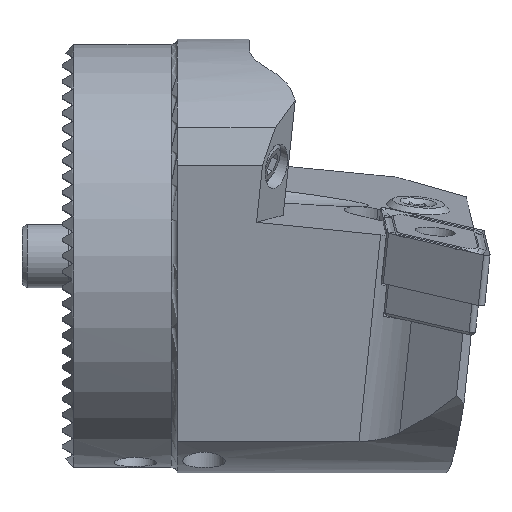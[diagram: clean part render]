
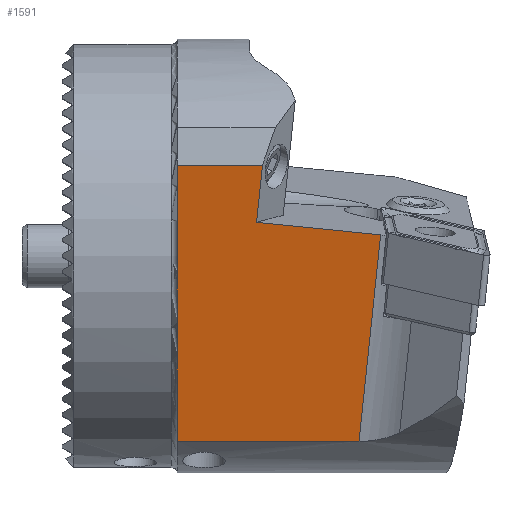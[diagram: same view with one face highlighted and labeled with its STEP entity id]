
A CAD part, top view. The second image highlights one B-rep face of the part: STEP entity #1591.
In plain terms, the highlighted planar face has unit normal (0, -0.208, 0.978).
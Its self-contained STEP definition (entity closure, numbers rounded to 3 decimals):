
#120 = VECTOR ( 'NONE', #7731, 1000. ) ;
#136 = AXIS2_PLACEMENT_3D ( 'NONE', #1171, #9948, #1050 ) ;
#307 = CARTESIAN_POINT ( 'NONE',  ( 10.5, -6.245, 19.631 ) ) ;
#353 = ORIENTED_EDGE ( 'NONE', *, *, #6430, .F. ) ;
#550 = ORIENTED_EDGE ( 'NONE', *, *, #1660, .T. ) ;
#689 = ORIENTED_EDGE ( 'NONE', *, *, #10808, .F. ) ;
#862 = VECTOR ( 'NONE', #3525, 1000. ) ;
#1019 = CARTESIAN_POINT ( 'NONE',  ( 10.5, -6.245, 19.631 ) ) ;
#1050 = DIRECTION ( 'NONE',  ( 0., 0.978, 0.208 ) ) ;
#1092 = LINE ( 'NONE', #9496, #12499 ) ;
#1171 = CARTESIAN_POINT ( 'NONE',  ( 26.244, -30.994, 14.37 ) ) ;
#1374 = LINE ( 'NONE', #9275, #11020 ) ;
#1591 = ADVANCED_FACE ( 'NONE', ( #5614 ), #4935, .F. ) ;
#1660 = EDGE_CURVE ( 'NONE', #11117, #4816, #11300, .T. ) ;
#1776 = ORIENTED_EDGE ( 'NONE', *, *, #4716, .T. ) ;
#2216 = CARTESIAN_POINT ( 'NONE',  ( 10.5, -17.554, 17.227 ) ) ;
#2221 = CARTESIAN_POINT ( 'NONE',  ( 17.97, 3.149, 21.627 ) ) ;
#2801 = CARTESIAN_POINT ( 'NONE',  ( 28.762, 2.064, 21.397 ) ) ;
#3443 = EDGE_CURVE ( 'NONE', #8269, #11330, #4073, .T. ) ;
#3525 = DIRECTION ( 'NONE',  ( -1., 0., 0. ) ) ;
#3535 = CARTESIAN_POINT ( 'NONE',  ( 10.5, -2.94, 20.333 ) ) ;
#3564 = EDGE_CURVE ( 'NONE', #7668, #7425, #1092, .T. ) ;
#3582 = CARTESIAN_POINT ( 'NONE',  ( 10.483, -4.262, 20.052 ) ) ;
#4073 = LINE ( 'NONE', #2801, #120 ) ;
#4200 = DIRECTION ( 'NONE',  ( 0., 0.978, 0.208 ) ) ;
#4313 = EDGE_CURVE ( 'NONE', #11117, #11330, #13653, .T. ) ;
#4361 = CARTESIAN_POINT ( 'NONE',  ( 10.5, 8.561, 22.778 ) ) ;
#4683 = DIRECTION ( 'NONE',  ( 0., 0.978, 0.208 ) ) ;
#4716 = EDGE_CURVE ( 'NONE', #7668, #7682, #7422, .T. ) ;
#4816 = VERTEX_POINT ( 'NONE', #4361 ) ;
#4914 = CARTESIAN_POINT ( 'NONE',  ( 29.708, 1.969, 21.376 ) ) ;
#4935 = PLANE ( 'NONE',  #136 ) ;
#5614 = FACE_OUTER_BOUND ( 'NONE', #6759, .T. ) ;
#5988 = B_SPLINE_CURVE_WITH_KNOTS ( 'NONE', 3,
 ( #1019, #5994, #3582, #3535, #7234 ),
 .UNSPECIFIED., .F., .F.,
 ( 4, 1, 4 ),
 ( 0.004, 0.006, 0.008 ),
 .UNSPECIFIED. ) ;
#5994 = CARTESIAN_POINT ( 'NONE',  ( 10.5, -5.584, 19.771 ) ) ;
#6380 = ORIENTED_EDGE ( 'NONE', *, *, #4313, .F. ) ;
#6430 = EDGE_CURVE ( 'NONE', #7425, #8262, #5988, .T. ) ;
#6526 = CARTESIAN_POINT ( 'NONE',  ( 14.505, -29.814, 14.621 ) ) ;
#6759 = EDGE_LOOP ( 'NONE', ( #6380, #550, #689, #353, #15873, #1776, #10982, #10848 ) ) ;
#7234 = CARTESIAN_POINT ( 'NONE',  ( 10.5, -2.279, 20.474 ) ) ;
#7272 = CARTESIAN_POINT ( 'NONE',  ( 27.656, -17.554, 17.227 ) ) ;
#7422 = LINE ( 'NONE', #13854, #16273 ) ;
#7425 = VERTEX_POINT ( 'NONE', #307 ) ;
#7455 = EDGE_CURVE ( 'NONE', #7682, #8269, #1374, .T. ) ;
#7668 = VERTEX_POINT ( 'NONE', #2216 ) ;
#7682 = VERTEX_POINT ( 'NONE', #7272 ) ;
#7731 = DIRECTION ( 'NONE',  ( -0.995, 0.1, 0.021 ) ) ;
#8262 = VERTEX_POINT ( 'NONE', #15051 ) ;
#8269 = VERTEX_POINT ( 'NONE', #4914 ) ;
#8442 = CARTESIAN_POINT ( 'NONE',  ( 10.5, 20.614, 25.34 ) ) ;
#8871 = LINE ( 'NONE', #8442, #15164 ) ;
#9106 = CARTESIAN_POINT ( 'NONE',  ( 18.538, 8.561, 22.778 ) ) ;
#9215 = DIRECTION ( 'NONE',  ( 0.102, 0.973, 0.207 ) ) ;
#9275 = CARTESIAN_POINT ( 'NONE',  ( 26.244, -30.994, 14.37 ) ) ;
#9496 = CARTESIAN_POINT ( 'NONE',  ( 10.5, 20.614, 25.34 ) ) ;
#9948 = DIRECTION ( 'NONE',  ( 0., 0.208, -0.978 ) ) ;
#10277 = DIRECTION ( 'NONE',  ( -0.102, -0.973, -0.207 ) ) ;
#10808 = EDGE_CURVE ( 'NONE', #8262, #4816, #8871, .T. ) ;
#10848 = ORIENTED_EDGE ( 'NONE', *, *, #3443, .T. ) ;
#10982 = ORIENTED_EDGE ( 'NONE', *, *, #7455, .T. ) ;
#11020 = VECTOR ( 'NONE', #9215, 1000. ) ;
#11117 = VERTEX_POINT ( 'NONE', #9106 ) ;
#11300 = LINE ( 'NONE', #12497, #862 ) ;
#11330 = VERTEX_POINT ( 'NONE', #2221 ) ;
#12497 = CARTESIAN_POINT ( 'NONE',  ( 10.5, 8.561, 22.778 ) ) ;
#12499 = VECTOR ( 'NONE', #4200, 1000. ) ;
#13653 = LINE ( 'NONE', #6526, #15853 ) ;
#13854 = CARTESIAN_POINT ( 'NONE',  ( -1.517, -17.554, 17.227 ) ) ;
#15051 = CARTESIAN_POINT ( 'NONE',  ( 10.5, -2.279, 20.474 ) ) ;
#15164 = VECTOR ( 'NONE', #4683, 1000. ) ;
#15175 = DIRECTION ( 'NONE',  ( 1., 0., 0. ) ) ;
#15853 = VECTOR ( 'NONE', #10277, 1000. ) ;
#15873 = ORIENTED_EDGE ( 'NONE', *, *, #3564, .F. ) ;
#16273 = VECTOR ( 'NONE', #15175, 1000. ) ;
